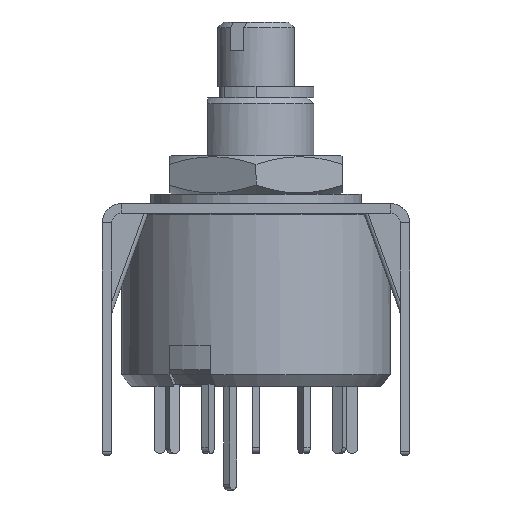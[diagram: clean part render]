
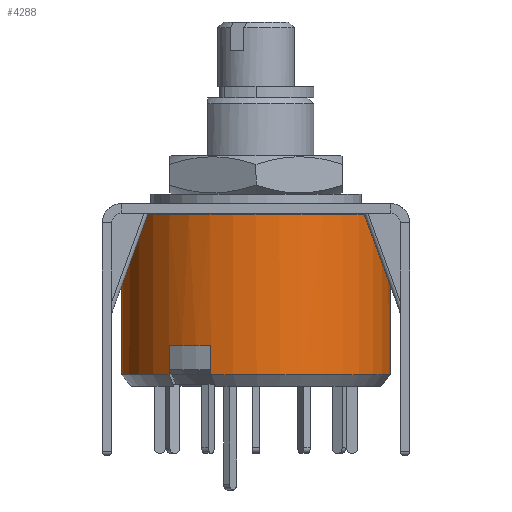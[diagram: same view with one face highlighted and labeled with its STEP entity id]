
A CAD part, front view. The second image highlights one B-rep face of the part: STEP entity #4288.
In plain terms, the highlighted cylindrical face has radius 7 mm (diameter 14 mm), a partial arc.
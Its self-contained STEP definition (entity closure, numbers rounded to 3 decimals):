
#9 = CARTESIAN_POINT ( 'NONE',  ( -2.361, -6.59, -5.9 ) ) ;
#439 = EDGE_CURVE ( 'NONE', #8287, #11687, #7089, .T. ) ;
#691 = AXIS2_PLACEMENT_3D ( 'NONE', #10591, #3518, #13299 ) ;
#885 = CARTESIAN_POINT ( 'NONE',  ( 7., 0., -7.4 ) ) ;
#974 = CARTESIAN_POINT ( 'NONE',  ( -7., 0., -7.4 ) ) ;
#1007 = CIRCLE ( 'NONE', #10463, 7. ) ;
#1193 = DIRECTION ( 'NONE',  ( 0., 0., -1. ) ) ;
#2177 = CARTESIAN_POINT ( 'NONE',  ( -7., 0., 0.95 ) ) ;
#2388 = VERTEX_POINT ( 'NONE', #7346 ) ;
#2639 = VECTOR ( 'NONE', #7004, 1000. ) ;
#2840 = LINE ( 'NONE', #13796, #2639 ) ;
#2950 = DIRECTION ( 'NONE',  ( 0., 0., -1. ) ) ;
#3220 = DIRECTION ( 'NONE',  ( 0., 0., -1. ) ) ;
#3323 = CARTESIAN_POINT ( 'NONE',  ( -2.361, -6.59, -7.4 ) ) ;
#3518 = DIRECTION ( 'NONE',  ( 0., 0., -1. ) ) ;
#3867 = ORIENTED_EDGE ( 'NONE', *, *, #15591, .T. ) ;
#4177 = VECTOR ( 'NONE', #1193, 1000. ) ;
#4288 = ADVANCED_FACE ( 'NONE', ( #9165 ), #4903, .T. ) ;
#4660 = ORIENTED_EDGE ( 'NONE', *, *, #14050, .F. ) ;
#4903 = CYLINDRICAL_SURFACE ( 'NONE', #10045, 7. ) ;
#4970 = AXIS2_PLACEMENT_3D ( 'NONE', #7644, #17284, #9039 ) ;
#5744 = CIRCLE ( 'NONE', #691, 7. ) ;
#6473 = VERTEX_POINT ( 'NONE', #11485 ) ;
#7004 = DIRECTION ( 'NONE',  ( 0., 0., -1. ) ) ;
#7089 = CIRCLE ( 'NONE', #14145, 7. ) ;
#7185 = LINE ( 'NONE', #12573, #14316 ) ;
#7219 = EDGE_CURVE ( 'NONE', #6473, #8287, #17267, .T. ) ;
#7346 = CARTESIAN_POINT ( 'NONE',  ( -4.526, -5.34, -5.9 ) ) ;
#7501 = CARTESIAN_POINT ( 'NONE',  ( 0., 0., -7.4 ) ) ;
#7581 = CIRCLE ( 'NONE', #4970, 7. ) ;
#7644 = CARTESIAN_POINT ( 'NONE',  ( 0., 0., -5.9 ) ) ;
#7871 = ORIENTED_EDGE ( 'NONE', *, *, #7219, .F. ) ;
#8247 = DIRECTION ( 'NONE',  ( 0., 0., 1. ) ) ;
#8287 = VERTEX_POINT ( 'NONE', #885 ) ;
#8495 = CARTESIAN_POINT ( 'NONE',  ( -7., 0., 9. ) ) ;
#8622 = CARTESIAN_POINT ( 'NONE',  ( -4.526, -5.34, -7.4 ) ) ;
#9039 = DIRECTION ( 'NONE',  ( -1., 0., 0. ) ) ;
#9142 = EDGE_CURVE ( 'NONE', #9690, #11687, #2840, .T. ) ;
#9165 = FACE_OUTER_BOUND ( 'NONE', #17157, .T. ) ;
#9540 = VECTOR ( 'NONE', #12527, 1000. ) ;
#9690 = VERTEX_POINT ( 'NONE', #9 ) ;
#10045 = AXIS2_PLACEMENT_3D ( 'NONE', #11795, #16038, #17446 ) ;
#10191 = ORIENTED_EDGE ( 'NONE', *, *, #439, .F. ) ;
#10463 = AXIS2_PLACEMENT_3D ( 'NONE', #14068, #3220, #15513 ) ;
#10591 = CARTESIAN_POINT ( 'NONE',  ( 0., 0., 0.95 ) ) ;
#11485 = CARTESIAN_POINT ( 'NONE',  ( 7., 0., 0.95 ) ) ;
#11687 = VERTEX_POINT ( 'NONE', #3323 ) ;
#11795 = CARTESIAN_POINT ( 'NONE',  ( 0., 0., 9. ) ) ;
#11904 = LINE ( 'NONE', #8495, #9540 ) ;
#12000 = ORIENTED_EDGE ( 'NONE', *, *, #13186, .T. ) ;
#12467 = VERTEX_POINT ( 'NONE', #8622 ) ;
#12527 = DIRECTION ( 'NONE',  ( 0., 0., -1. ) ) ;
#12573 = CARTESIAN_POINT ( 'NONE',  ( -4.526, -5.34, 9. ) ) ;
#13186 = EDGE_CURVE ( 'NONE', #6473, #16080, #5744, .T. ) ;
#13299 = DIRECTION ( 'NONE',  ( -1., 0., 0. ) ) ;
#13590 = CARTESIAN_POINT ( 'NONE',  ( 7., 0., 9. ) ) ;
#13771 = ORIENTED_EDGE ( 'NONE', *, *, #13963, .T. ) ;
#13779 = VERTEX_POINT ( 'NONE', #974 ) ;
#13796 = CARTESIAN_POINT ( 'NONE',  ( -2.361, -6.59, 9. ) ) ;
#13963 = EDGE_CURVE ( 'NONE', #12467, #2388, #7185, .T. ) ;
#14050 = EDGE_CURVE ( 'NONE', #12467, #13779, #1007, .T. ) ;
#14068 = CARTESIAN_POINT ( 'NONE',  ( 0., 0., -7.4 ) ) ;
#14145 = AXIS2_PLACEMENT_3D ( 'NONE', #7501, #2950, #16690 ) ;
#14316 = VECTOR ( 'NONE', #8247, 1000. ) ;
#15151 = ORIENTED_EDGE ( 'NONE', *, *, #15342, .T. ) ;
#15342 = EDGE_CURVE ( 'NONE', #16080, #13779, #11904, .T. ) ;
#15513 = DIRECTION ( 'NONE',  ( 1., 0., 0. ) ) ;
#15591 = EDGE_CURVE ( 'NONE', #2388, #9690, #7581, .T. ) ;
#16038 = DIRECTION ( 'NONE',  ( 0., 0., -1. ) ) ;
#16080 = VERTEX_POINT ( 'NONE', #2177 ) ;
#16690 = DIRECTION ( 'NONE',  ( 1., 0., 0. ) ) ;
#17157 = EDGE_LOOP ( 'NONE', ( #7871, #12000, #15151, #4660, #13771, #3867, #17587, #10191 ) ) ;
#17267 = LINE ( 'NONE', #13590, #4177 ) ;
#17284 = DIRECTION ( 'NONE',  ( 0., 0., 1. ) ) ;
#17446 = DIRECTION ( 'NONE',  ( -1., 0., 0. ) ) ;
#17587 = ORIENTED_EDGE ( 'NONE', *, *, #9142, .T. ) ;
